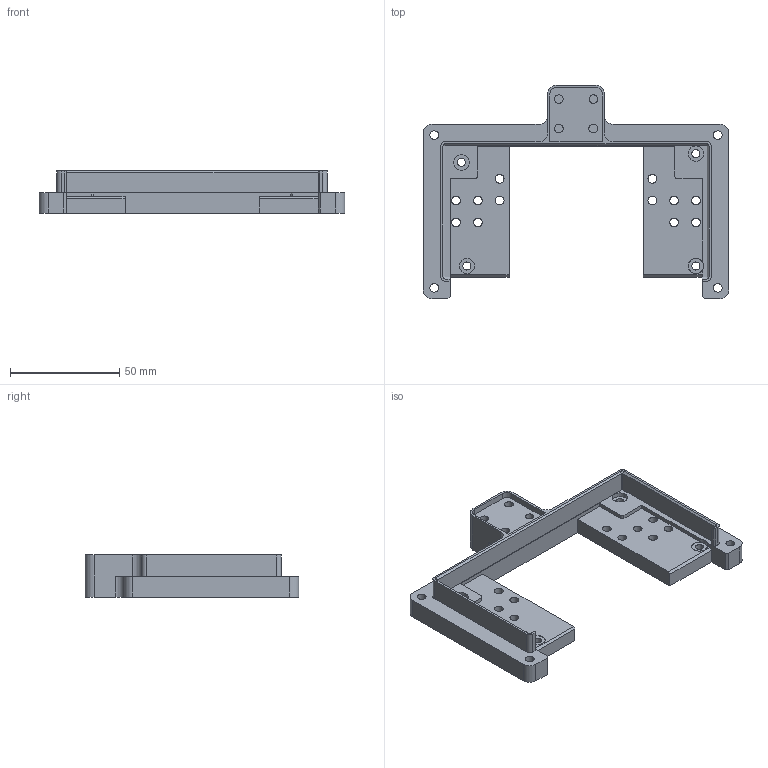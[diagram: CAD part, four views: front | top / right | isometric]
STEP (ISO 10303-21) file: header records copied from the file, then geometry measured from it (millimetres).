
FILE_DESCRIPTION(/* description */ (''),/* implementation_level */ '2;1');
FILE_NAME(/* name */ 'test-rig-guide.step',/* time_stamp */ '2025-06-30T14:20:05+02:00',/* author */ (''),/* organization */ (''),/* preprocessor_version */ 'ST-DEVELOPER v20.1',/* originating_system */ 'Autodesk Translation Framework v14.4.0.0',/* authorisation */ '');
FILE_SCHEMA (('AUTOMOTIVE_DESIGN { 1 0 10303 214 3 1 1 }'));
Length unit declared in the file: millimetre
Products named in the file (1): test-rig-mechanics
Bounding box: 140 x 97.85 x 19.32 mm (x, y, z)
Volume: 65129.9 mm3; surface area: 26914.7 mm2
Topology: 1 solids, 1 shells, 125 faces, 333 edges, 218 vertices
Faces by surface type: plane 71, cylinder 50, cone 4
Full cylindrical faces by diameter (mm): 3.7 x4, 4 x20, 7.1 x4
Entity records: 4021 total; most frequent: CARTESIAN_POINT 689, DIRECTION 687, ORIENTED_EDGE 666, EDGE_CURVE 333, AXIS2_PLACEMENT_3D 232, LINE 223, VECTOR 223, VERTEX_POINT 218
